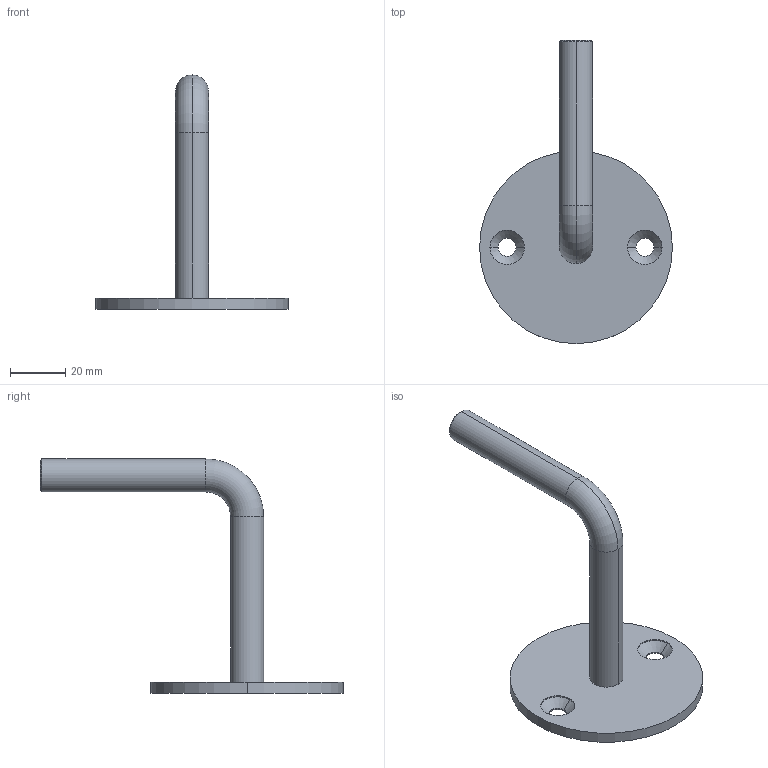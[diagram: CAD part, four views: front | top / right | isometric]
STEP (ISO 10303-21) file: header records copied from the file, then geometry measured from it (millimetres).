
FILE_DESCRIPTION (( 'STEP AP203' ), '1' );
FILE_NAME ('50300-240-G.STEP', '2020-09-09T08:44:41', ( '' ), ( '' ), 'SwSTEP 2.0', 'SolidWorks 2018', '' );
FILE_SCHEMA (( 'CONFIG_CONTROL_DESIGN' ));
Length unit declared in the file: millimetre
Products named in the file (7): 50300-240-G Teil2_50300-240-G Teil2; socket countersunk head screw_din; 50300-240-G Teil2; socket countersunk head screw_din_DIN 7991 - M6 x 16 --- 9.7S; 50300-240-G Teil1_50300-240-G Teil1; 50300-240-G; 50300-240-G Teil1
Assembly tree (3 placements, depth 2):
  socket countersunk head screw_din
  50300-240-G Teil2
  50300-240-G
    50300-240-G Teil1_50300-240-G Teil1
    50300-240-G Teil2_50300-240-G Teil2
    socket countersunk head screw_din_DIN 7991 - M6 x 16 --- 9.7S
  50300-240-G Teil1
Bounding box: 70 x 110 x 85 mm (x, y, z)
Volume: 30734.9 mm3; surface area: 15176.6 mm2
Topology: 3 solids, 3 shells, 366 faces, 941 edges, 606 vertices
Faces by surface type: plane 139, bspline 121, cone 58, cylinder 44, torus 4
Entity records: 19001 total; most frequent: CARTESIAN_POINT 10173, ORIENTED_EDGE 1874, DIRECTION 1365, EDGE_CURVE 937, VERTEX_POINT 606, VECTOR 529, LINE 529, AXIS2_PLACEMENT_3D 418
